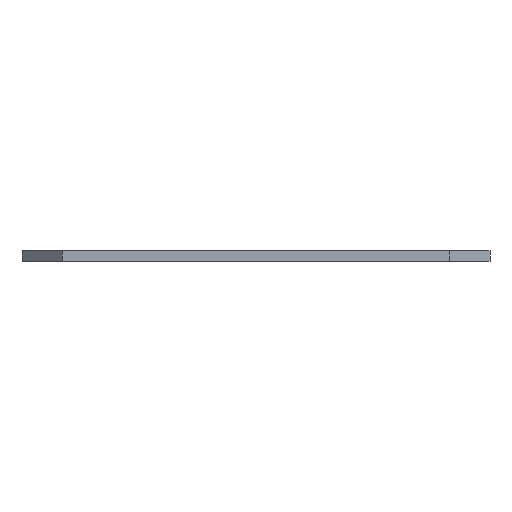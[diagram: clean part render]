
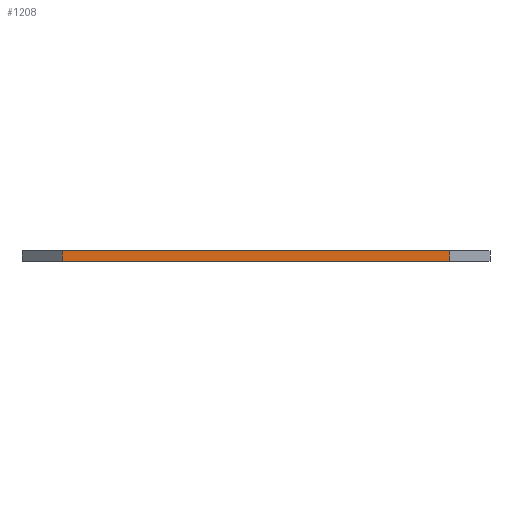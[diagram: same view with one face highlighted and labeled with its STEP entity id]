
A CAD part, front view. The second image highlights one B-rep face of the part: STEP entity #1208.
In plain terms, the highlighted planar face has unit normal (0, -1, 0).
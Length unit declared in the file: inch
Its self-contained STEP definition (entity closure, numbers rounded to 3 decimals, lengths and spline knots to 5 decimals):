
#267=FACE_OUTER_BOUND('',#331,.T.);
#331=EDGE_LOOP('',(#973,#974,#975,#976));
#382=LINE('',#1795,#492);
#385=LINE('',#1801,#495);
#415=LINE('',#1907,#525);
#442=LINE('',#2006,#552);
#492=VECTOR('',#1416,0.032);
#495=VECTOR('',#1421,1.2);
#525=VECTOR('',#1501,1.2);
#552=VECTOR('',#1576,0.032);
#602=VERTEX_POINT('',#1792);
#603=VERTEX_POINT('',#1794);
#605=VERTEX_POINT('',#1800);
#656=VERTEX_POINT('',#1906);
#706=EDGE_CURVE('',#602,#603,#382,.T.);
#709=EDGE_CURVE('',#602,#605,#385,.T.);
#762=EDGE_CURVE('',#656,#603,#415,.T.);
#812=EDGE_CURVE('',#605,#656,#442,.T.);
#973=ORIENTED_EDGE('',*,*,#709,.T.);
#974=ORIENTED_EDGE('',*,*,#812,.T.);
#975=ORIENTED_EDGE('',*,*,#762,.T.);
#976=ORIENTED_EDGE('',*,*,#706,.F.);
#1177=PLANE('',#1328);
#1208=ADVANCED_FACE('',(#267),#1177,.T.);
#1328=AXIS2_PLACEMENT_3D('',#2005,#1574,#1575);
#1416=DIRECTION('',(0.,0.,-1.));
#1421=DIRECTION('',(-1.,0.,0.));
#1501=DIRECTION('',(1.,0.,0.));
#1574=DIRECTION('center_axis',(0.,-1.,0.));
#1575=DIRECTION('ref_axis',(0.,0.,-1.));
#1576=DIRECTION('',(0.,0.,-1.));
#1792=CARTESIAN_POINT('',(0.73577,-0.41374,0.032));
#1794=CARTESIAN_POINT('',(0.73577,-0.41374,0.));
#1795=CARTESIAN_POINT('',(0.73577,-0.41374,0.032));
#1800=CARTESIAN_POINT('',(-0.46423,-0.41374,0.032));
#1801=CARTESIAN_POINT('',(0.73577,-0.41374,0.032));
#1906=CARTESIAN_POINT('',(-0.46423,-0.41374,0.));
#1907=CARTESIAN_POINT('',(-0.46423,-0.41374,0.));
#2005=CARTESIAN_POINT('Origin',(-0.46423,-0.41374,0.));
#2006=CARTESIAN_POINT('',(-0.46423,-0.41374,0.032));
